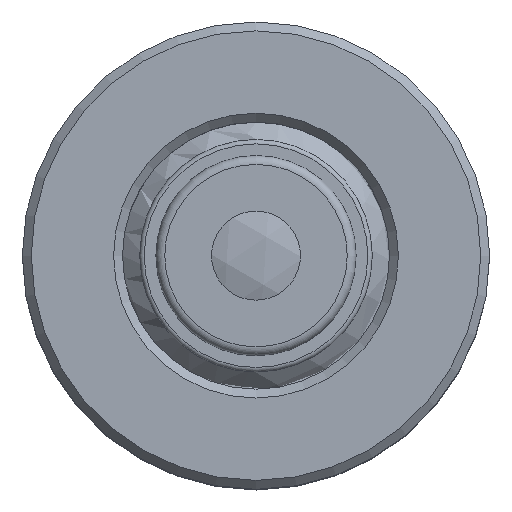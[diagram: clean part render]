
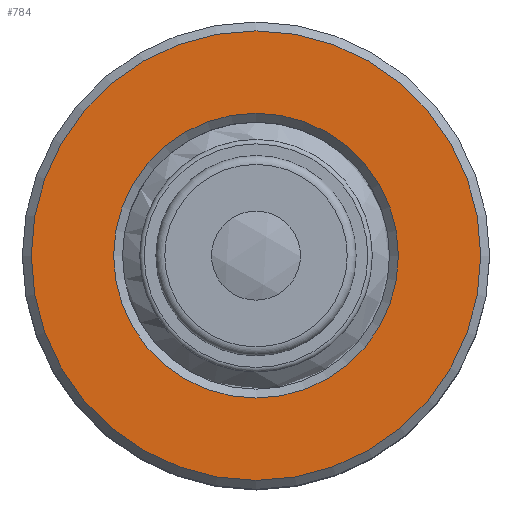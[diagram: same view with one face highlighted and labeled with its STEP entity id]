
A CAD part, top view. The second image highlights one B-rep face of the part: STEP entity #784.
In plain terms, the highlighted planar face has unit normal (0, 0, 1).
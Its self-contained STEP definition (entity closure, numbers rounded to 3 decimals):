
#82=FACE_BOUND('',#196,.T.);
#102=PLANE('',#920);
#140=FACE_OUTER_BOUND('',#195,.T.);
#195=EDGE_LOOP('',(#581));
#196=EDGE_LOOP('',(#582));
#330=CIRCLE('',#918,10.1);
#332=CIRCLE('',#921,6.4);
#400=VERTEX_POINT('',#1389);
#402=VERTEX_POINT('',#1395);
#470=EDGE_CURVE('',#400,#400,#330,.T.);
#473=EDGE_CURVE('',#402,#402,#332,.T.);
#581=ORIENTED_EDGE('',*,*,#470,.F.);
#582=ORIENTED_EDGE('',*,*,#473,.F.);
#784=ADVANCED_FACE('',(#140,#82),#102,.T.);
#918=AXIS2_PLACEMENT_3D('',#1390,#1077,#1078);
#920=AXIS2_PLACEMENT_3D('',#1394,#1082,#1083);
#921=AXIS2_PLACEMENT_3D('',#1396,#1084,#1085);
#1077=DIRECTION('center_axis',(0.,0.,
-1.));
#1078=DIRECTION('ref_axis',(-1.,0.,0.));
#1082=DIRECTION('center_axis',(0.,0.,
1.));
#1083=DIRECTION('ref_axis',(-1.,0.,0.));
#1084=DIRECTION('center_axis',(0.,0.,
1.));
#1085=DIRECTION('ref_axis',(-1.,0.,0.));
#1389=CARTESIAN_POINT('',(60.1,50.293,12.206));
#1390=CARTESIAN_POINT('Origin',(50.,50.293,12.206));
#1394=CARTESIAN_POINT('Origin',(50.,50.293,12.206));
#1395=CARTESIAN_POINT('',(56.4,50.293,12.206));
#1396=CARTESIAN_POINT('Origin',(50.,50.293,12.206));
